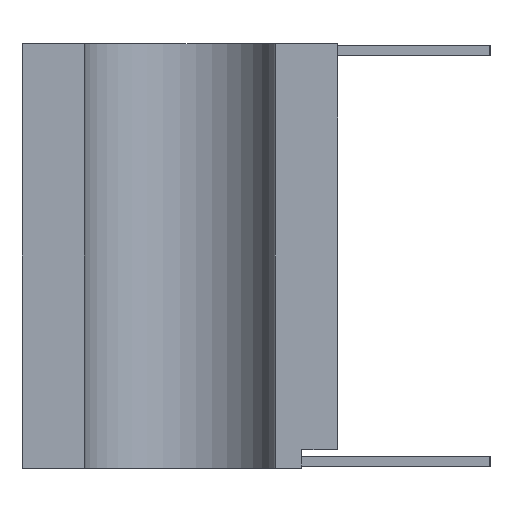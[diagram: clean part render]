
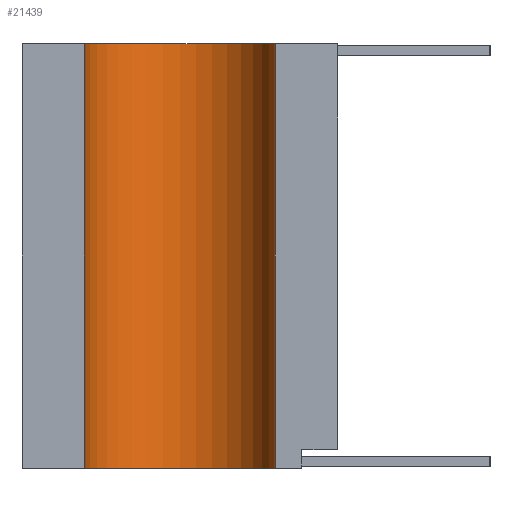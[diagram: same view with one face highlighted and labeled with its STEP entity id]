
A CAD part, left-side view. The second image highlights one B-rep face of the part: STEP entity #21439.
In plain terms, the highlighted cylindrical face has radius 1.829 mm (diameter 3.658 mm), a partial arc.
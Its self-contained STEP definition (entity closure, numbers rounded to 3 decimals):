
#425=CARTESIAN_POINT('',(-35.027,0.,0.));
#426=DIRECTION('',(0.,0.,1.));
#427=DIRECTION('',(0.,-1.,0.));
#428=AXIS2_PLACEMENT_3D('',#425,#426,#427);
#4564=CARTESIAN_POINT('',(-35.027,0.,-8.128));
#4565=DIRECTION('',(0.,0.,1.));
#4566=DIRECTION('',(0.,-1.,0.));
#4567=AXIS2_PLACEMENT_3D('',#4564,#4565,#4566);
#4989=DIRECTION('',(0.,0.,1.));
#4990=VECTOR('',#4989,8.128);
#4991=CARTESIAN_POINT('',(-35.027,1.829,-8.128));
#4992=LINE('',#4991,#4990);
#4997=DIRECTION('',(0.,0.,1.));
#4998=VECTOR('',#4997,8.128);
#4999=CARTESIAN_POINT('',(-35.027,-1.829,-8.128));
#5000=LINE('',#4999,#4998);
#11537=CARTESIAN_POINT('',(-35.027,1.829,0.));
#11539=VERTEX_POINT('',#11537);
#11541=CARTESIAN_POINT('',(-35.027,-1.829,0.));
#11542=VERTEX_POINT('',#11541);
#11553=CARTESIAN_POINT('',(-35.027,1.829,-8.128));
#11555=VERTEX_POINT('',#11553);
#11557=CARTESIAN_POINT('',(-35.027,-1.829,-8.128));
#11558=VERTEX_POINT('',#11557);
#21427=CARTESIAN_POINT('',(-35.027,0.,0.));
#21428=DIRECTION('',(0.,0.,1.));
#21429=DIRECTION('',(1.,0.,0.));
#21430=AXIS2_PLACEMENT_3D('',#21427,#21428,#21429);
#21431=CYLINDRICAL_SURFACE('',#21430,1.829);
#21432=ORIENTED_EDGE('',*,*,#15188,.F.);
#21434=ORIENTED_EDGE('',*,*,#21433,.F.);
#21435=ORIENTED_EDGE('',*,*,#20418,.T.);
#21436=ORIENTED_EDGE('',*,*,#21420,.T.);
#21437=EDGE_LOOP('',(#21432,#21434,#21435,#21436));
#21438=FACE_OUTER_BOUND('',#21437,.F.);
#429=CIRCLE('',#428,1.829);
#4568=CIRCLE('',#4567,1.829);
#15188=EDGE_CURVE('',#11542,#11539,#429,.T.);
#20418=EDGE_CURVE('',#11558,#11555,#4568,.T.);
#21420=EDGE_CURVE('',#11555,#11539,#4992,.T.);
#21433=EDGE_CURVE('',#11558,#11542,#5000,.T.);
#21439=ADVANCED_FACE('',(#21438),#21431,.F.);
